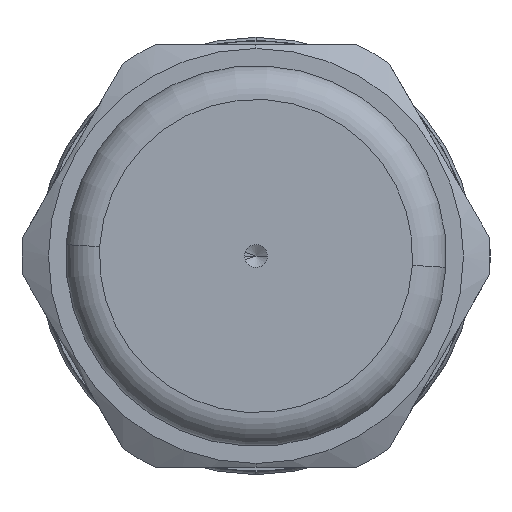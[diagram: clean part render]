
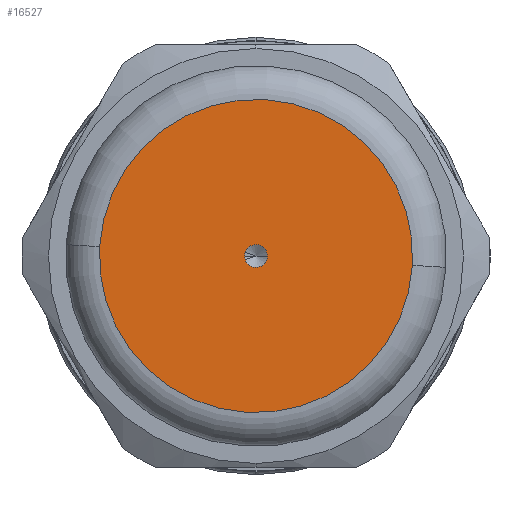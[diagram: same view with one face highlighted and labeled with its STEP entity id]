
A CAD part, left-side view. The second image highlights one B-rep face of the part: STEP entity #16527.
In plain terms, the highlighted planar face has unit normal (-1, 0, 0).
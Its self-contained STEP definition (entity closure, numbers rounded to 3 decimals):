
#83 = VERTEX_POINT ( 'NONE', #2294 ) ;
#284 = DIRECTION ( 'NONE',  ( 1., 0., 0. ) ) ;
#592 = AXIS2_PLACEMENT_3D ( 'NONE', #3546, #9551, #17032 ) ;
#1065 = EDGE_CURVE ( 'NONE', #83, #4467, #11241, .T. ) ;
#1110 = PLANE ( 'NONE',  #11467 ) ;
#2100 = VERTEX_POINT ( 'NONE', #12027 ) ;
#2211 = FACE_OUTER_BOUND ( 'NONE', #15910, .T. ) ;
#2294 = CARTESIAN_POINT ( 'NONE',  ( -23., -8.215, -0.491 ) ) ;
#2460 = AXIS2_PLACEMENT_3D ( 'NONE', #17828, #284, #4767 ) ;
#2633 = EDGE_LOOP ( 'NONE', ( #15096, #3301 ) ) ;
#3301 = ORIENTED_EDGE ( 'NONE', *, *, #15150, .T. ) ;
#3546 = CARTESIAN_POINT ( 'NONE',  ( -23., 0., 0. ) ) ;
#4089 = CARTESIAN_POINT ( 'NONE',  ( -23., 0., 0. ) ) ;
#4467 = VERTEX_POINT ( 'NONE', #16881 ) ;
#4767 = DIRECTION ( 'NONE',  ( 0., -0.998, -0.06 ) ) ;
#5411 = DIRECTION ( 'NONE',  ( -1., 0., 0. ) ) ;
#5616 = DIRECTION ( 'NONE',  ( 1., 0., 0. ) ) ;
#6587 = ORIENTED_EDGE ( 'NONE', *, *, #1065, .F. ) ;
#6951 = DIRECTION ( 'NONE',  ( 0., 0.998, 0.06 ) ) ;
#6968 = CIRCLE ( 'NONE', #10427, 8.23 ) ;
#7026 = EDGE_CURVE ( 'NONE', #4467, #83, #6968, .T. ) ;
#8653 = AXIS2_PLACEMENT_3D ( 'NONE', #4089, #5616, #10114 ) ;
#9551 = DIRECTION ( 'NONE',  ( 1., 0., 0. ) ) ;
#10114 = DIRECTION ( 'NONE',  ( 0., -0.998, -0.06 ) ) ;
#10427 = AXIS2_PLACEMENT_3D ( 'NONE', #13188, #10609, #13935 ) ;
#10609 = DIRECTION ( 'NONE',  ( 1., 0., 0. ) ) ;
#11241 = CIRCLE ( 'NONE', #8653, 8.23 ) ;
#11467 = AXIS2_PLACEMENT_3D ( 'NONE', #14327, #5411, #6951 ) ;
#12027 = CARTESIAN_POINT ( 'NONE',  ( -23., 0.599, 0.036 ) ) ;
#12317 = FACE_BOUND ( 'NONE', #2633, .T. ) ;
#12839 = CARTESIAN_POINT ( 'NONE',  ( -23., -0.599, -0.036 ) ) ;
#13188 = CARTESIAN_POINT ( 'NONE',  ( -23., 0., 0. ) ) ;
#13701 = CIRCLE ( 'NONE', #592, 0.6 ) ;
#13935 = DIRECTION ( 'NONE',  ( 0., -0.998, -0.06 ) ) ;
#14285 = VERTEX_POINT ( 'NONE', #12839 ) ;
#14327 = CARTESIAN_POINT ( 'NONE',  ( -23., -0.599, -0.036 ) ) ;
#14488 = EDGE_CURVE ( 'NONE', #14285, #2100, #16231, .T. ) ;
#15096 = ORIENTED_EDGE ( 'NONE', *, *, #14488, .T. ) ;
#15150 = EDGE_CURVE ( 'NONE', #2100, #14285, #13701, .T. ) ;
#15910 = EDGE_LOOP ( 'NONE', ( #6587, #18365 ) ) ;
#16231 = CIRCLE ( 'NONE', #2460, 0.6 ) ;
#16527 = ADVANCED_FACE ( 'NONE', ( #12317, #2211 ), #1110, .T. ) ;
#16881 = CARTESIAN_POINT ( 'NONE',  ( -23., 8.215, 0.491 ) ) ;
#17032 = DIRECTION ( 'NONE',  ( 0., -0.998, -0.06 ) ) ;
#17828 = CARTESIAN_POINT ( 'NONE',  ( -23., 0., 0. ) ) ;
#18365 = ORIENTED_EDGE ( 'NONE', *, *, #7026, .F. ) ;
